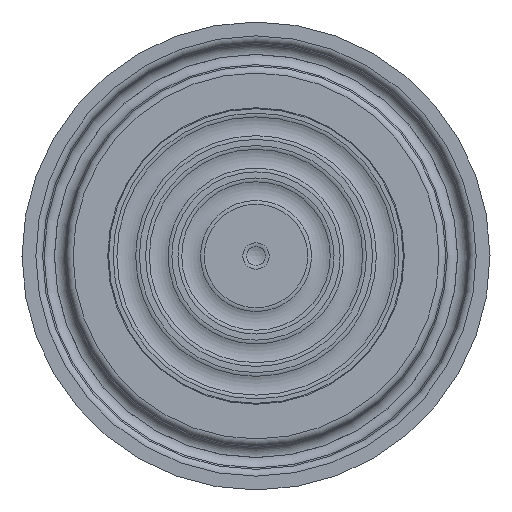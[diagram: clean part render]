
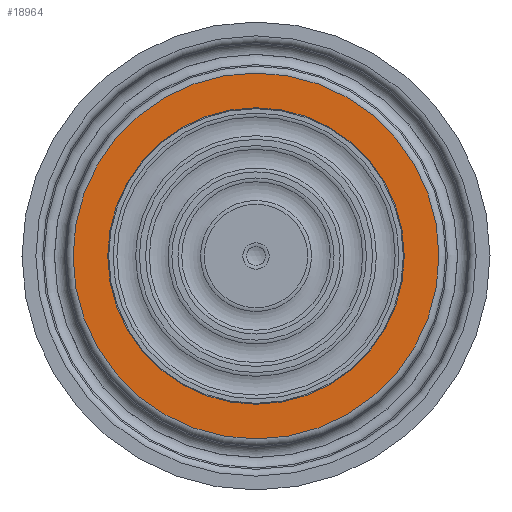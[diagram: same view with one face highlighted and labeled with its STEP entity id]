
A CAD part, left-side view. The second image highlights one B-rep face of the part: STEP entity #18964.
In plain terms, the highlighted planar face has unit normal (-1, 0, 0).
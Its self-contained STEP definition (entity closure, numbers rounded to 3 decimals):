
#283=FACE_BOUND('',#3255,.T.);
#1056=PLANE('',#20029);
#2135=FACE_OUTER_BOUND('',#3254,.T.);
#3254=EDGE_LOOP('',(#17602));
#3255=EDGE_LOOP('',(#17603));
#3710=CIRCLE('',#20024,16.);
#3713=CIRCLE('',#20030,19.742);
#9053=VERTEX_POINT('',#59798);
#9055=VERTEX_POINT('',#59807);
#11913=EDGE_CURVE('',#9053,#9053,#3710,.T.);
#11917=EDGE_CURVE('',#9055,#9055,#3713,.T.);
#17602=ORIENTED_EDGE('',*,*,#11917,.F.);
#17603=ORIENTED_EDGE('',*,*,#11913,.T.);
#18964=ADVANCED_FACE('',(#2135,#283),#1056,.T.);
#20024=AXIS2_PLACEMENT_3D('',#59799,#23018,#23019);
#20029=AXIS2_PLACEMENT_3D('',#59806,#23029,#23030);
#20030=AXIS2_PLACEMENT_3D('',#59808,#23031,#23032);
#23018=DIRECTION('center_axis',(1.,0.,0.));
#23019=DIRECTION('ref_axis',(0.,1.,0.));
#23029=DIRECTION('center_axis',(-1.,0.,0.));
#23030=DIRECTION('ref_axis',(0.,0.,1.));
#23031=DIRECTION('center_axis',(1.,0.,0.));
#23032=DIRECTION('ref_axis',(0.,0.,-1.));
#59798=CARTESIAN_POINT('',(0.,-16.,0.));
#59799=CARTESIAN_POINT('Origin',(0.,0.,
0.));
#59806=CARTESIAN_POINT('Origin',(0.,19.742,
0.));
#59807=CARTESIAN_POINT('',(0.,0.,19.742));
#59808=CARTESIAN_POINT('Origin',(0.,0.,0.));
